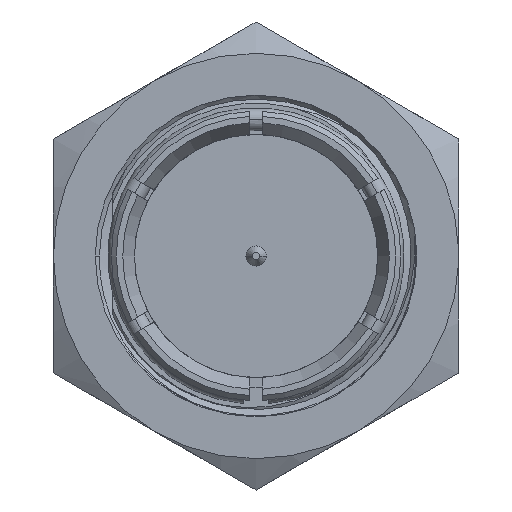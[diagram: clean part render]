
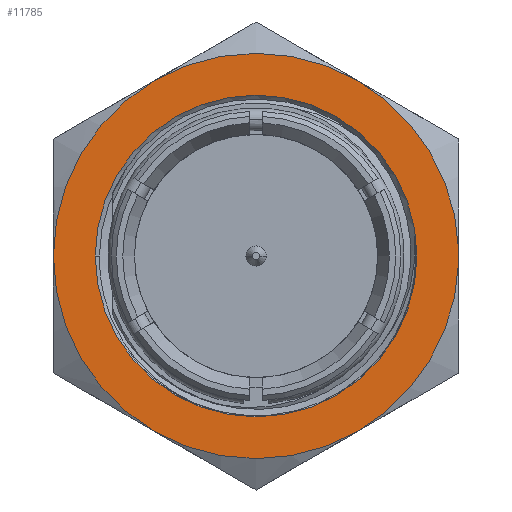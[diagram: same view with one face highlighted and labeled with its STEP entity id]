
A CAD part, left-side view. The second image highlights one B-rep face of the part: STEP entity #11785.
In plain terms, the highlighted planar face has unit normal (-1, 0, 0).
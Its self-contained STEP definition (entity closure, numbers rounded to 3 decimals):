
#3378=CARTESIAN_POINT('',(11.2,-7.996,0.258));
#3388=CARTESIAN_POINT('',(11.2,0.,0.));
#3389=DIRECTION('',(-1.,0.,0.));
#3390=DIRECTION('',(0.,-0.5,0.866));
#3391=AXIS2_PLACEMENT_3D('',#3388,#3389,#3390);
#3393=CARTESIAN_POINT('',(11.2,0.,0.));
#3394=DIRECTION('',(-1.,0.,0.));
#3395=DIRECTION('',(0.,-0.999,0.032));
#3396=AXIS2_PLACEMENT_3D('',#3393,#3394,#3395);
#3398=DIRECTION('',(0.,0.,1.));
#3399=VECTOR('',#3398,0.515);
#3400=CARTESIAN_POINT('',(11.2,-7.996,-0.258));
#3401=LINE('',#3400,#3399);
#3402=CARTESIAN_POINT('',(11.2,0.,0.));
#3403=DIRECTION('',(-1.,0.,0.));
#3404=DIRECTION('',(0.,-0.5,-0.866));
#3405=AXIS2_PLACEMENT_3D('',#3402,#3403,#3404);
#3407=CARTESIAN_POINT('',(11.2,0.,0.));
#3408=DIRECTION('',(-1.,0.,0.));
#3409=DIRECTION('',(0.,0.5,-0.866));
#3410=AXIS2_PLACEMENT_3D('',#3407,#3408,#3409);
#3412=CARTESIAN_POINT('',(11.2,0.,0.));
#3413=DIRECTION('',(-1.,0.,0.));
#3414=DIRECTION('',(0.,-1.,0.));
#3415=AXIS2_PLACEMENT_3D('',#3412,#3413,#3414);
#3417=CARTESIAN_POINT('',(11.2,0.,0.));
#3418=DIRECTION('',(-1.,0.,0.));
#3419=DIRECTION('',(0.,1.,0.));
#3420=AXIS2_PLACEMENT_3D('',#3417,#3418,#3419);
#3439=CARTESIAN_POINT('',(11.2,4.,6.928));
#3449=CARTESIAN_POINT('',(11.2,0.,0.));
#3450=DIRECTION('',(-1.,0.,0.));
#3451=DIRECTION('',(0.,0.5,0.866));
#3452=AXIS2_PLACEMENT_3D('',#3449,#3450,#3451);
#3482=CARTESIAN_POINT('',(11.2,4.,-6.928));
#3524=CARTESIAN_POINT('',(11.2,-7.996,-0.258));
#3526=CARTESIAN_POINT('',(11.2,-4.,
-6.928));
#3566=CARTESIAN_POINT('',(11.2,-4.,6.928));
#7254=VERTEX_POINT('',#3439);
#7257=VERTEX_POINT('',#3566);
#7259=VERTEX_POINT('',#3378);
#7261=VERTEX_POINT('',#3524);
#7262=VERTEX_POINT('',#3526);
#7264=VERTEX_POINT('',#3482);
#7278=CARTESIAN_POINT('',(11.2,-6.35,0.));
#7279=CARTESIAN_POINT('',(11.2,6.35,0.));
#7280=VERTEX_POINT('',#7278);
#7281=VERTEX_POINT('',#7279);
#11764=CARTESIAN_POINT('',(11.2,0.,0.));
#11765=DIRECTION('',(1.,0.,0.));
#11766=DIRECTION('',(0.,1.,0.));
#11767=AXIS2_PLACEMENT_3D('',#11764,#11765,#11766);
#11768=PLANE('',#11767);
#11770=ORIENTED_EDGE('',*,*,#11769,.F.);
#11772=ORIENTED_EDGE('',*,*,#11771,.F.);
#11773=ORIENTED_EDGE('',*,*,#11759,.F.);
#11774=ORIENTED_EDGE('',*,*,#11649,.F.);
#11776=ORIENTED_EDGE('',*,*,#11775,.F.);
#11778=ORIENTED_EDGE('',*,*,#11777,.F.);
#11779=EDGE_LOOP('',(#11770,#11772,#11773,#11774,#11776,#11778));
#11780=FACE_OUTER_BOUND('',#11779,.F.);
#11781=ORIENTED_EDGE('',*,*,#8684,.T.);
#11782=ORIENTED_EDGE('',*,*,#9115,.T.);
#11783=EDGE_LOOP('',(#11781,#11782));
#11784=FACE_BOUND('',#11783,.F.);
#11785=ADVANCED_FACE('',(#11780,#11784),#11768,.F.);
#3392=CIRCLE('',#3391,8.);
#3397=CIRCLE('',#3396,8.);
#3406=CIRCLE('',#3405,8.);
#3411=CIRCLE('',#3410,8.);
#3416=CIRCLE('',#3415,6.35);
#3421=CIRCLE('',#3420,6.35);
#3453=CIRCLE('',#3452,8.);
#8684=EDGE_CURVE('',#7280,#7281,#3416,.T.);
#9115=EDGE_CURVE('',#7281,#7280,#3421,.T.);
#11649=EDGE_CURVE('',#7261,#7259,#3401,.T.);
#11759=EDGE_CURVE('',#7259,#7257,#3397,.T.);
#11769=EDGE_CURVE('',#7254,#7264,#3453,.T.);
#11771=EDGE_CURVE('',#7257,#7254,#3392,.T.);
#11775=EDGE_CURVE('',#7262,#7261,#3406,.T.);
#11777=EDGE_CURVE('',#7264,#7262,#3411,.T.);
